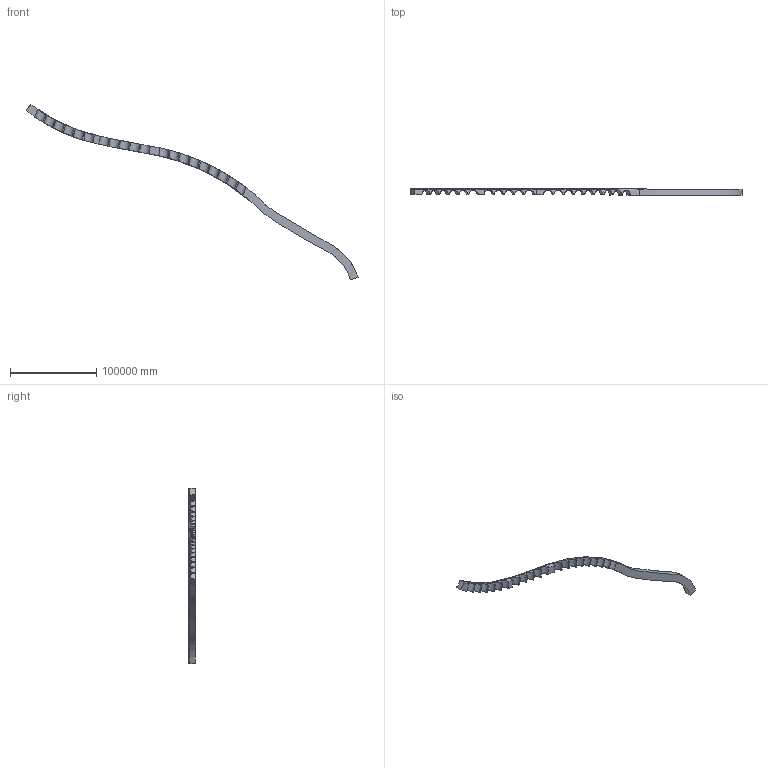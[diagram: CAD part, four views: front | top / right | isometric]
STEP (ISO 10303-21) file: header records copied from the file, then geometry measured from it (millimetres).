
FILE_DESCRIPTION (( 'STEP AP214' ), '1' );
FILE_NAME ('Viaduct.STEP', '2023-04-16T08:59:58', ( '' ), ( '' ), 'SwSTEP 2.0', 'SolidWorks 2022', '' );
FILE_SCHEMA (( 'AUTOMOTIVE_DESIGN' ));
Length unit declared in the file: metre
Products named in the file (1): Viaduct
Bounding box: 385017.9 x 7000 x 203339.11 mm (x, y, z)
Volume: 15596611635000.7 mm3; surface area: 14415080154.5 mm2
Topology: 1 solids, 1 shells, 71 faces, 207 edges, 138 vertices
Faces by surface type: cylinder 35, plane 32, bspline 4
Entity records: 12475 total; most frequent: CARTESIAN_POINT 10611, ORIENTED_EDGE 414, DIRECTION 356, EDGE_CURVE 207, VERTEX_POINT 138, AXIS2_PLACEMENT_3D 136, VECTOR 84, LINE 84
